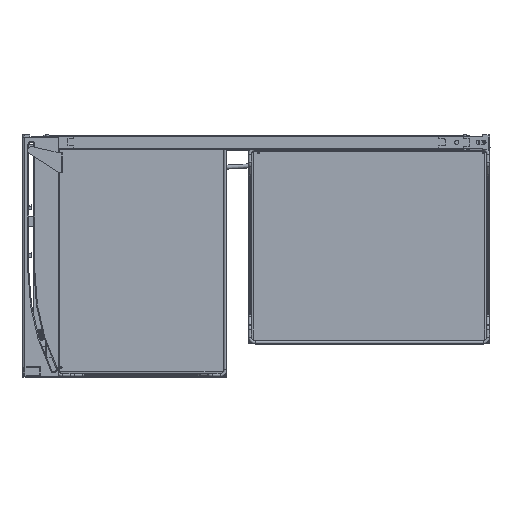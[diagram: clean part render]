
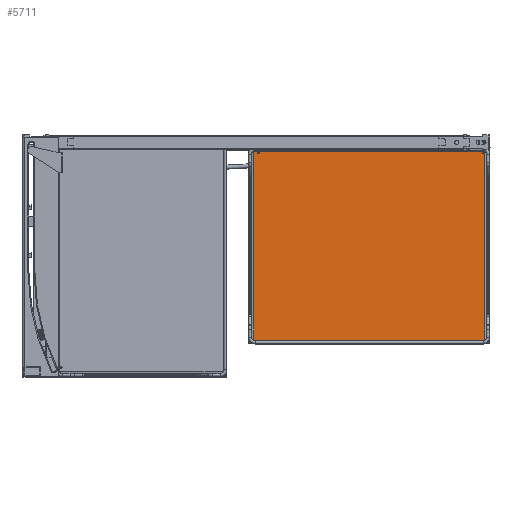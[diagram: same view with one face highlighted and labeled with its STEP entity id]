
A CAD part, top view. The second image highlights one B-rep face of the part: STEP entity #5711.
In plain terms, the highlighted planar face has unit normal (0, 0, 1).
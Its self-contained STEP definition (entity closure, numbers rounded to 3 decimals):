
#5711=ADVANCED_FACE('',(#10651),#10652,.T.);
#10651=FACE_OUTER_BOUND('',#17099,.T.);
#10652=PLANE('',#17100);
#17099=EDGE_LOOP('',(#34238,#34239,#34240,#34241));
#17100=AXIS2_PLACEMENT_3D('',#34242,#34243,#34244);
#34238=ORIENTED_EDGE('',*,*,#41664,.T.);
#34239=ORIENTED_EDGE('',*,*,#41661,.T.);
#34240=ORIENTED_EDGE('',*,*,#41665,.T.);
#34241=ORIENTED_EDGE('',*,*,#41666,.T.);
#34242=CARTESIAN_POINT('',(-1391.5,20.5,126.435));
#34243=DIRECTION('',(0.,0.,1.0));
#34244=DIRECTION('',(0.,1.0,0.));
#41661=EDGE_CURVE('',#50656,#50653,#50657,.T.);
#41664=EDGE_CURVE('',#50661,#50656,#50662,.T.);
#41665=EDGE_CURVE('',#50653,#50663,#50664,.T.);
#41666=EDGE_CURVE('',#50663,#50661,#50665,.T.);
#50653=VERTEX_POINT('',#65105);
#50656=VERTEX_POINT('',#65109);
#50657=LINE('',#65110,#65111);
#50661=VERTEX_POINT('',#65117);
#50662=LINE('',#65118,#65119);
#50663=VERTEX_POINT('',#65120);
#50664=LINE('',#65121,#65122);
#50665=LINE('',#65123,#65124);
#65105=CARTESIAN_POINT('',(-1151.5,214.,126.435));
#65109=CARTESIAN_POINT('',(-1151.5,-173.,126.435));
#65110=CARTESIAN_POINT('',(-1151.5,20.5,126.435));
#65111=VECTOR('',#74311,1.0);
#65117=CARTESIAN_POINT('',(-1631.5,-173.,126.435));
#65118=CARTESIAN_POINT('',(-1391.5,-173.,126.435));
#65119=VECTOR('',#74314,1.0);
#65120=CARTESIAN_POINT('',(-1631.5,214.,126.435));
#65121=CARTESIAN_POINT('',(-1391.5,214.,126.435));
#65122=VECTOR('',#74315,1.0);
#65123=CARTESIAN_POINT('',(-1631.5,20.5,126.435));
#65124=VECTOR('',#74316,1.0);
#74311=DIRECTION('',(0.,1.0,0.));
#74314=DIRECTION('',(1.0,0.,0.));
#74315=DIRECTION('',(-1.0,0.,0.));
#74316=DIRECTION('',(0.,-1.0,0.));
